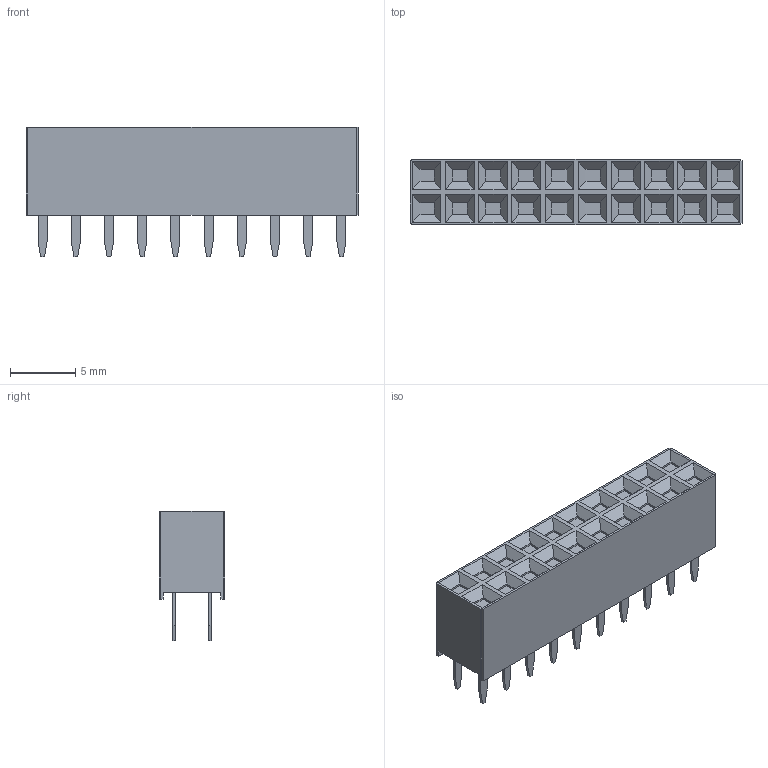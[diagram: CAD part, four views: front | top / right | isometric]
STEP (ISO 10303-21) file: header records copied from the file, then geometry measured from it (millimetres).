
FILE_DESCRIPTION((''),'2;1');
FILE_NAME('C-6-535585-0','2008-02-19T',('workeradm'),('Tyco Electronics Corporation'),'PRO/ENGINEER BY PARAMETRIC TECHNOLOGY CORPORATION, 2005450','PRO/ENGINEER BY PARAMETRIC TECHNOLOGY CORPORATION, 2005450','');
FILE_SCHEMA(('CONFIG_CONTROL_DESIGN', 'GEOMETRIC_VALIDATION_PROPERTIES_MIM'));
Length unit declared in the file: millimetre
Products named in the file (1): C-6-535585-0
Bounding box: 25.4 x 5.03 x 9.91 mm (x, y, z)
Volume: 774 mm3; surface area: 856.8 mm2
Topology: 1 solids, 1 shells, 338 faces, 808 edges, 512 vertices
Faces by surface type: plane 338
Entity records: 9601 total; most frequent: CARTESIAN_POINT 1659, ORIENTED_EDGE 1616, DIRECTION 1484, VECTOR 808, LINE 808, EDGE_CURVE 808, VERTEX_POINT 512, EDGE_LOOP 378
